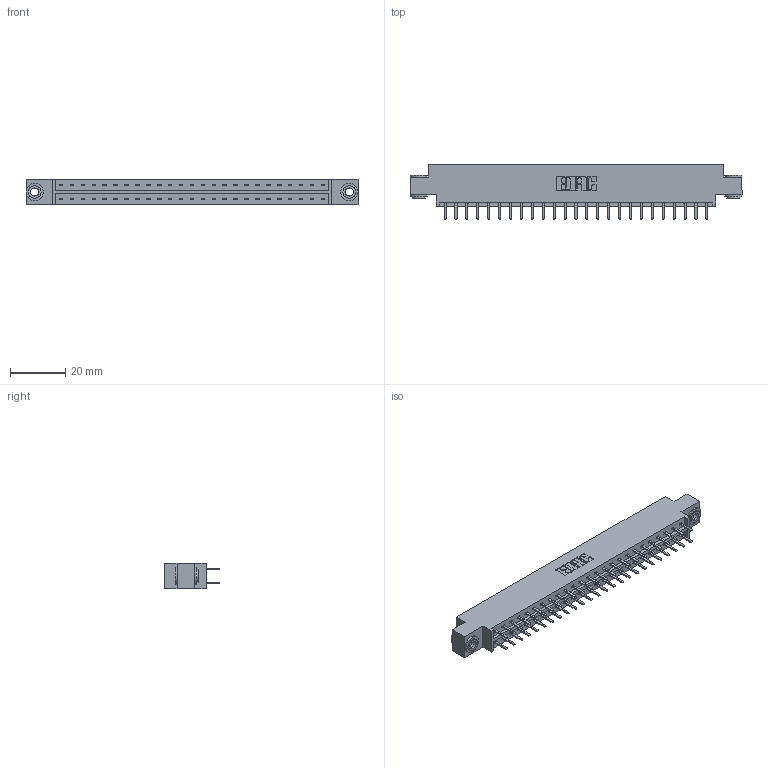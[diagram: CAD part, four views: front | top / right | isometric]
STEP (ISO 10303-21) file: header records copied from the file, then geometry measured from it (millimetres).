
FILE_DESCRIPTION (( 'STEP AP203' ), '1' );
FILE_NAME ('333-050-520-803.STEP', '2018-08-04T00:29:53', ( '' ), ( '' ), 'SwSTEP 2.0', 'SolidWorks 2016', '' );
FILE_SCHEMA (( 'CONFIG_CONTROL_DESIGN' ));
Length unit declared in the file: inch
Products named in the file (4): 333 Part_Offset - .156 Dia - TH; 345-292-001_345-293-120; 345-250-002_345-250-002-102; 333-050-520-803
Assembly tree (53 placements, depth 2):
  333-050-520-803
    333 Part_Offset - .156 Dia - TH
    345-292-001_345-293-120  x50
    345-250-002_345-250-002-102  x2
Bounding box: 120.6 x 20.02 x 9.4 mm (x, y, z)
Volume: 11923.1 mm3; surface area: 14296.9 mm2
Topology: 53 solids, 53 shells, 2956 faces, 8549 edges, 5562 vertices
Faces by surface type: plane 1984, cylinder 964, cone 8
Entity records: 19178 total; most frequent: CARTESIAN_POINT 3189, ORIENTED_EDGE 3106, DIRECTION 2775, EDGE_CURVE 1553, VECTOR 1397, LINE 1397, VERTEX_POINT 1030, AXIS2_PLACEMENT_3D 689
